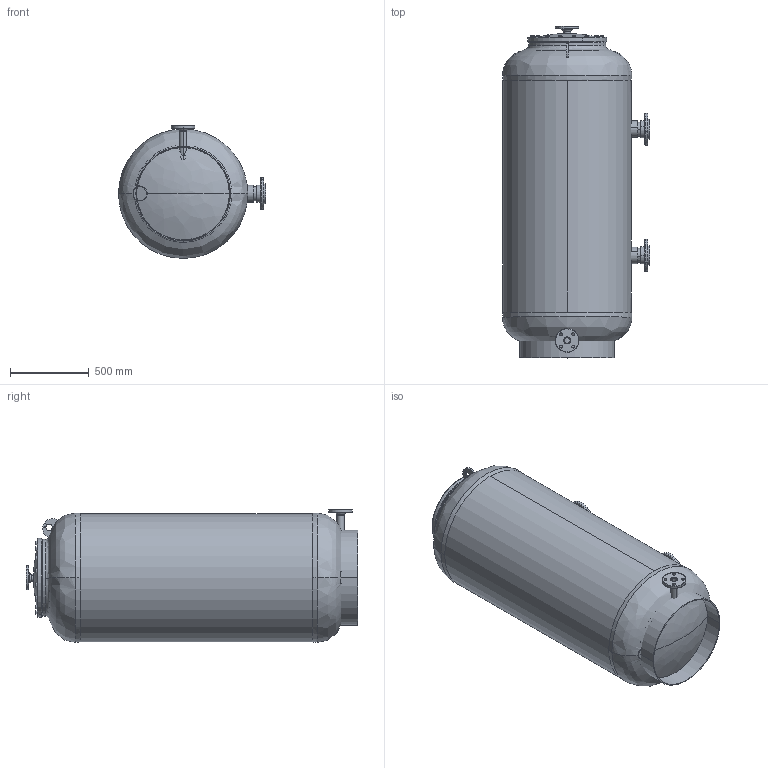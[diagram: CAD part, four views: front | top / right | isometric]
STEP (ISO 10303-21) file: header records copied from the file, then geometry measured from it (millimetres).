
FILE_DESCRIPTION (( 'STEP AP214' ), '1' );
FILE_NAME ('Adriatic S80.STEP', '2020-11-05T14:01:19', ( '' ), ( '' ), 'SwSTEP 2.0', 'SolidWorks 2019', '' );
FILE_SCHEMA (( 'AUTOMOTIVE_DESIGN' ));
Length unit declared in the file: millimetre
Products named in the file (1): Adriatic S80
Bounding box: 932 x 2103.93 x 842 mm (x, y, z)
Volume: 68650878 mm3; surface area: 19200311.2 mm2
Topology: 49 solids, 49 shells, 914 faces, 2155 edges, 1363 vertices
Faces by surface type: cylinder 351, plane 248, cone 211, bspline 104
Entity records: 49368 total; most frequent: CARTESIAN_POINT 17961, DIRECTION 4393, ORIENTED_EDGE 4238, EDGE_CURVE 2119, AXIS2_PLACEMENT_3D 1863, VERTEX_POINT 1363, EDGE_LOOP 1124, CIRCLE 1052
